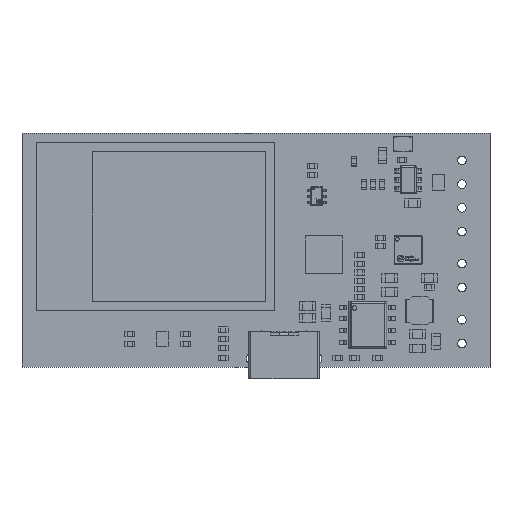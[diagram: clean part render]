
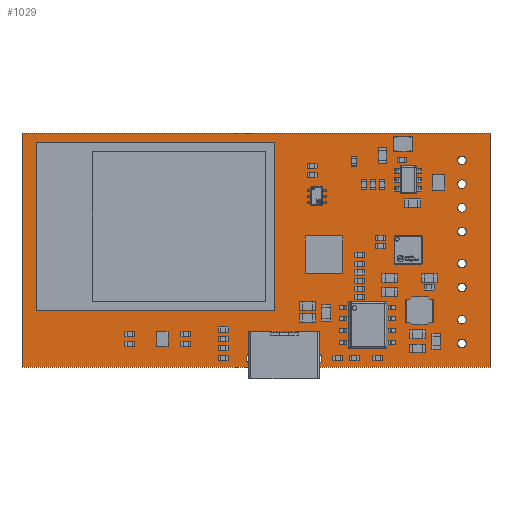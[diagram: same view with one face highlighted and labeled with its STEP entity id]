
A CAD part, top view. The second image highlights one B-rep face of the part: STEP entity #1029.
In plain terms, the highlighted planar face has unit normal (0, 0, 1).
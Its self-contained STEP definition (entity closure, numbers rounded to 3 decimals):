
#272 = VERTEX_POINT('',#273);
#273 = CARTESIAN_POINT('',(0.,0.,1.195));
#279 = EDGE_CURVE('',#272,#280,#282,.T.);
#280 = VERTEX_POINT('',#281);
#281 = CARTESIAN_POINT('',(0.,25.,1.195));
#282 = LINE('',#283,#284);
#283 = CARTESIAN_POINT('',(0.,0.,1.195));
#284 = VECTOR('',#285,1.);
#285 = DIRECTION('',(0.,1.,0.));
#310 = EDGE_CURVE('',#280,#311,#313,.T.);
#311 = VERTEX_POINT('',#312);
#312 = CARTESIAN_POINT('',(50.,25.,1.195));
#313 = LINE('',#314,#315);
#314 = CARTESIAN_POINT('',(0.,25.,1.195));
#315 = VECTOR('',#316,1.);
#316 = DIRECTION('',(1.,0.,0.));
#341 = EDGE_CURVE('',#311,#342,#344,.T.);
#342 = VERTEX_POINT('',#343);
#343 = CARTESIAN_POINT('',(50.,0.,1.195));
#344 = LINE('',#345,#346);
#345 = CARTESIAN_POINT('',(50.,25.,1.195));
#346 = VECTOR('',#347,1.);
#347 = DIRECTION('',(0.,-1.,0.));
#372 = EDGE_CURVE('',#342,#272,#373,.T.);
#373 = LINE('',#374,#375);
#374 = CARTESIAN_POINT('',(50.,0.,1.195));
#375 = VECTOR('',#376,1.);
#376 = DIRECTION('',(-1.,0.,0.));
#396 = VERTEX_POINT('',#397);
#397 = CARTESIAN_POINT('',(24.725,1.1,1.195));
#403 = EDGE_CURVE('',#396,#404,#406,.T.);
#404 = VERTEX_POINT('',#405);
#405 = CARTESIAN_POINT('',(24.025,1.1,1.195));
#406 = CIRCLE('',#407,0.35);
#407 = AXIS2_PLACEMENT_3D('',#408,#409,#410);
#408 = CARTESIAN_POINT('',(24.375,1.1,1.195));
#409 = DIRECTION('',(0.,0.,1.));
#410 = DIRECTION('',(1.,0.,0.));
#438 = VERTEX_POINT('',#439);
#439 = CARTESIAN_POINT('',(24.725,0.7,1.195));
#445 = EDGE_CURVE('',#438,#396,#446,.T.);
#446 = LINE('',#447,#448);
#447 = CARTESIAN_POINT('',(24.725,0.7,1.195));
#448 = VECTOR('',#449,1.);
#449 = DIRECTION('',(0.,1.,0.));
#469 = VERTEX_POINT('',#470);
#470 = CARTESIAN_POINT('',(24.025,0.7,1.195));
#476 = EDGE_CURVE('',#469,#438,#477,.T.);
#477 = CIRCLE('',#478,0.35);
#478 = AXIS2_PLACEMENT_3D('',#479,#480,#481);
#479 = CARTESIAN_POINT('',(24.375,0.7,1.195));
#480 = DIRECTION('',(0.,0.,1.));
#481 = DIRECTION('',(-1.,0.,0.));
#500 = EDGE_CURVE('',#404,#469,#501,.T.);
#501 = LINE('',#502,#503);
#502 = CARTESIAN_POINT('',(24.025,1.1,1.195));
#503 = VECTOR('',#504,1.);
#504 = DIRECTION('',(0.,-1.,0.));
#524 = VERTEX_POINT('',#525);
#525 = CARTESIAN_POINT('',(31.975,1.1,1.195));
#531 = EDGE_CURVE('',#524,#532,#534,.T.);
#532 = VERTEX_POINT('',#533);
#533 = CARTESIAN_POINT('',(31.275,1.1,1.195));
#534 = CIRCLE('',#535,0.35);
#535 = AXIS2_PLACEMENT_3D('',#536,#537,#538);
#536 = CARTESIAN_POINT('',(31.625,1.1,1.195));
#537 = DIRECTION('',(0.,0.,1.));
#538 = DIRECTION('',(1.,0.,0.));
#566 = VERTEX_POINT('',#567);
#567 = CARTESIAN_POINT('',(31.975,0.7,1.195));
#573 = EDGE_CURVE('',#566,#524,#574,.T.);
#574 = LINE('',#575,#576);
#575 = CARTESIAN_POINT('',(31.975,0.7,1.195));
#576 = VECTOR('',#577,1.);
#577 = DIRECTION('',(0.,1.,0.));
#597 = VERTEX_POINT('',#598);
#598 = CARTESIAN_POINT('',(31.275,0.7,1.195));
#604 = EDGE_CURVE('',#597,#566,#605,.T.);
#605 = CIRCLE('',#606,0.35);
#606 = AXIS2_PLACEMENT_3D('',#607,#608,#609);
#607 = CARTESIAN_POINT('',(31.625,0.7,1.195));
#608 = DIRECTION('',(0.,0.,1.));
#609 = DIRECTION('',(-1.,0.,0.));
#628 = EDGE_CURVE('',#532,#597,#629,.T.);
#629 = LINE('',#630,#631);
#630 = CARTESIAN_POINT('',(31.275,1.1,1.195));
#631 = VECTOR('',#632,1.);
#632 = DIRECTION('',(0.,-1.,0.));
#652 = VERTEX_POINT('',#653);
#653 = CARTESIAN_POINT('',(25.925,3.5,1.195));
#659 = EDGE_CURVE('',#652,#652,#660,.T.);
#660 = CIRCLE('',#661,0.35);
#661 = AXIS2_PLACEMENT_3D('',#662,#663,#664);
#662 = CARTESIAN_POINT('',(25.575,3.5,1.195));
#663 = DIRECTION('',(0.,0.,1.));
#664 = DIRECTION('',(1.,0.,0.));
#685 = VERTEX_POINT('',#686);
#686 = CARTESIAN_POINT('',(30.775,3.5,1.195));
#692 = EDGE_CURVE('',#685,#685,#693,.T.);
#693 = CIRCLE('',#694,0.35);
#694 = AXIS2_PLACEMENT_3D('',#695,#696,#697);
#695 = CARTESIAN_POINT('',(30.425,3.5,1.195));
#696 = DIRECTION('',(0.,0.,1.));
#697 = DIRECTION('',(1.,0.,0.));
#718 = VERTEX_POINT('',#719);
#719 = CARTESIAN_POINT('',(47.45,19.54,1.195));
#725 = EDGE_CURVE('',#718,#718,#726,.T.);
#726 = CIRCLE('',#727,0.45);
#727 = AXIS2_PLACEMENT_3D('',#728,#729,#730);
#728 = CARTESIAN_POINT('',(47.,19.54,1.195));
#729 = DIRECTION('',(0.,0.,1.));
#730 = DIRECTION('',(1.,0.,0.));
#751 = VERTEX_POINT('',#752);
#752 = CARTESIAN_POINT('',(47.45,22.08,1.195));
#758 = EDGE_CURVE('',#751,#751,#759,.T.);
#759 = CIRCLE('',#760,0.45);
#760 = AXIS2_PLACEMENT_3D('',#761,#762,#763);
#761 = CARTESIAN_POINT('',(47.,22.08,1.195));
#762 = DIRECTION('',(0.,0.,1.));
#763 = DIRECTION('',(1.,0.,0.));
#784 = VERTEX_POINT('',#785);
#785 = CARTESIAN_POINT('',(47.45,8.5,1.195));
#791 = EDGE_CURVE('',#784,#784,#792,.T.);
#792 = CIRCLE('',#793,0.45);
#793 = AXIS2_PLACEMENT_3D('',#794,#795,#796);
#794 = CARTESIAN_POINT('',(47.,8.5,1.195));
#795 = DIRECTION('',(0.,0.,1.));
#796 = DIRECTION('',(1.,0.,0.));
#817 = VERTEX_POINT('',#818);
#818 = CARTESIAN_POINT('',(47.45,2.5,1.195));
#824 = EDGE_CURVE('',#817,#817,#825,.T.);
#825 = CIRCLE('',#826,0.45);
#826 = AXIS2_PLACEMENT_3D('',#827,#828,#829);
#827 = CARTESIAN_POINT('',(47.,2.5,1.195));
#828 = DIRECTION('',(0.,0.,1.));
#829 = DIRECTION('',(1.,0.,0.));
#850 = VERTEX_POINT('',#851);
#851 = CARTESIAN_POINT('',(47.45,5.04,1.195));
#857 = EDGE_CURVE('',#850,#850,#858,.T.);
#858 = CIRCLE('',#859,0.45);
#859 = AXIS2_PLACEMENT_3D('',#860,#861,#862);
#860 = CARTESIAN_POINT('',(47.,5.04,1.195));
#861 = DIRECTION('',(0.,0.,1.));
#862 = DIRECTION('',(1.,0.,0.));
#883 = VERTEX_POINT('',#884);
#884 = CARTESIAN_POINT('',(47.45,17.,1.195));
#890 = EDGE_CURVE('',#883,#883,#891,.T.);
#891 = CIRCLE('',#892,0.45);
#892 = AXIS2_PLACEMENT_3D('',#893,#894,#895);
#893 = CARTESIAN_POINT('',(47.,17.,1.195));
#894 = DIRECTION('',(0.,0.,1.));
#895 = DIRECTION('',(1.,0.,0.));
#916 = VERTEX_POINT('',#917);
#917 = CARTESIAN_POINT('',(47.45,11.04,1.195));
#923 = EDGE_CURVE('',#916,#916,#924,.T.);
#924 = CIRCLE('',#925,0.45);
#925 = AXIS2_PLACEMENT_3D('',#926,#927,#928);
#926 = CARTESIAN_POINT('',(47.,11.04,1.195));
#927 = DIRECTION('',(0.,0.,1.));
#928 = DIRECTION('',(1.,0.,0.));
#949 = VERTEX_POINT('',#950);
#950 = CARTESIAN_POINT('',(47.45,14.46,1.195));
#956 = EDGE_CURVE('',#949,#949,#957,.T.);
#957 = CIRCLE('',#958,0.45);
#958 = AXIS2_PLACEMENT_3D('',#959,#960,#961);
#959 = CARTESIAN_POINT('',(47.,14.46,1.195));
#960 = DIRECTION('',(0.,0.,1.));
#961 = DIRECTION('',(1.,0.,0.));
#1029 = ADVANCED_FACE('',(#1030,#1036,#1042,#1048,#1051,#1054,#1057,
    #1060,#1063,#1066,#1069,#1072,#1075),#1078,.T.);
#1030 = FACE_BOUND('',#1031,.F.);
#1031 = EDGE_LOOP('',(#1032,#1033,#1034,#1035));
#1032 = ORIENTED_EDGE('',*,*,#279,.T.);
#1033 = ORIENTED_EDGE('',*,*,#310,.T.);
#1034 = ORIENTED_EDGE('',*,*,#341,.T.);
#1035 = ORIENTED_EDGE('',*,*,#372,.T.);
#1036 = FACE_BOUND('',#1037,.T.);
#1037 = EDGE_LOOP('',(#1038,#1039,#1040,#1041));
#1038 = ORIENTED_EDGE('',*,*,#403,.F.);
#1039 = ORIENTED_EDGE('',*,*,#445,.F.);
#1040 = ORIENTED_EDGE('',*,*,#476,.F.);
#1041 = ORIENTED_EDGE('',*,*,#500,.F.);
#1042 = FACE_BOUND('',#1043,.T.);
#1043 = EDGE_LOOP('',(#1044,#1045,#1046,#1047));
#1044 = ORIENTED_EDGE('',*,*,#531,.F.);
#1045 = ORIENTED_EDGE('',*,*,#573,.F.);
#1046 = ORIENTED_EDGE('',*,*,#604,.F.);
#1047 = ORIENTED_EDGE('',*,*,#628,.F.);
#1048 = FACE_BOUND('',#1049,.T.);
#1049 = EDGE_LOOP('',(#1050));
#1050 = ORIENTED_EDGE('',*,*,#659,.F.);
#1051 = FACE_BOUND('',#1052,.T.);
#1052 = EDGE_LOOP('',(#1053));
#1053 = ORIENTED_EDGE('',*,*,#692,.F.);
#1054 = FACE_BOUND('',#1055,.T.);
#1055 = EDGE_LOOP('',(#1056));
#1056 = ORIENTED_EDGE('',*,*,#725,.F.);
#1057 = FACE_BOUND('',#1058,.T.);
#1058 = EDGE_LOOP('',(#1059));
#1059 = ORIENTED_EDGE('',*,*,#758,.F.);
#1060 = FACE_BOUND('',#1061,.T.);
#1061 = EDGE_LOOP('',(#1062));
#1062 = ORIENTED_EDGE('',*,*,#791,.F.);
#1063 = FACE_BOUND('',#1064,.T.);
#1064 = EDGE_LOOP('',(#1065));
#1065 = ORIENTED_EDGE('',*,*,#824,.F.);
#1066 = FACE_BOUND('',#1067,.T.);
#1067 = EDGE_LOOP('',(#1068));
#1068 = ORIENTED_EDGE('',*,*,#857,.F.);
#1069 = FACE_BOUND('',#1070,.T.);
#1070 = EDGE_LOOP('',(#1071));
#1071 = ORIENTED_EDGE('',*,*,#890,.F.);
#1072 = FACE_BOUND('',#1073,.T.);
#1073 = EDGE_LOOP('',(#1074));
#1074 = ORIENTED_EDGE('',*,*,#923,.F.);
#1075 = FACE_BOUND('',#1076,.T.);
#1076 = EDGE_LOOP('',(#1077));
#1077 = ORIENTED_EDGE('',*,*,#956,.F.);
#1078 = PLANE('',#1079);
#1079 = AXIS2_PLACEMENT_3D('',#1080,#1081,#1082);
#1080 = CARTESIAN_POINT('',(0.,0.,1.195));
#1081 = DIRECTION('',(0.,0.,1.));
#1082 = DIRECTION('',(1.,0.,0.));
